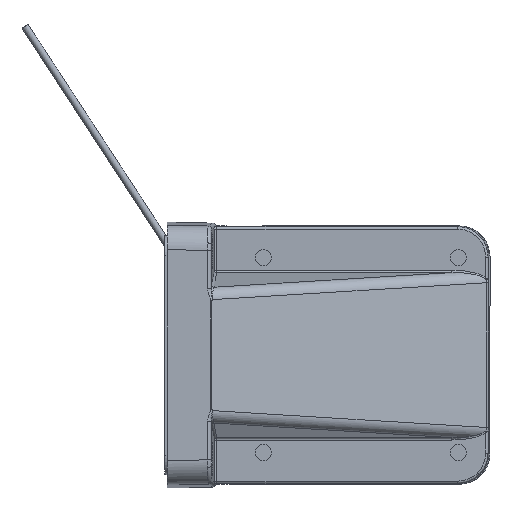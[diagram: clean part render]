
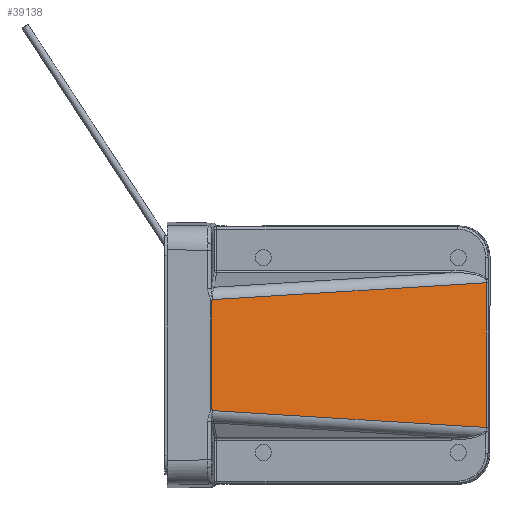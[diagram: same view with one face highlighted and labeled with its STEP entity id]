
A CAD part, front view. The second image highlights one B-rep face of the part: STEP entity #39138.
In plain terms, the highlighted face is planar.
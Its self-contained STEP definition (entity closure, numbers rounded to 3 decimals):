
#39096 = VERTEX_POINT ( 'NONE', #70205 ) ;
#39097 = ORIENTED_EDGE ( 'NONE', *, *, #39098, .T. ) ;
#39098 = EDGE_CURVE ( 'NONE', #39096, #39100, #70263, .T. ) ;
#39100 = VERTEX_POINT ( 'NONE', #70259 ) ;
#39101 = ORIENTED_EDGE ( 'NONE', *, *, #39103, .T. ) ;
#39103 = EDGE_CURVE ( 'NONE', #39100, #39105, #70258, .T. ) ;
#39105 = VERTEX_POINT ( 'NONE', #70257 ) ;
#39106 = ORIENTED_EDGE ( 'NONE', *, *, #39107, .T. ) ;
#39107 = EDGE_CURVE ( 'NONE', #39105, #39109, #70247, .T. ) ;
#39109 = VERTEX_POINT ( 'NONE', #70246 ) ;
#39111 = ORIENTED_EDGE ( 'NONE', *, *, #39113, .T. ) ;
#39113 = EDGE_CURVE ( 'NONE', #39109, #39116, #70248, .T. ) ;
#39116 = VERTEX_POINT ( 'NONE', #70238 ) ;
#39117 = ORIENTED_EDGE ( 'NONE', *, *, #39118, .T. ) ;
#39118 = EDGE_CURVE ( 'NONE', #39116, #39212, #70293, .T. ) ;
#39138 = ADVANCED_FACE ( 'NONE', ( #70272 ), #70271, .F. ) ;
#39141 = EDGE_LOOP ( 'NONE', ( #39142, #39097, #39101, #39106, #39111, #39117, #39214, #39221 ) ) ;
#39142 = ORIENTED_EDGE ( 'NONE', *, *, #39143, .T. ) ;
#39143 = EDGE_CURVE ( 'NONE', #39145, #39096, #70266, .T. ) ;
#39145 = VERTEX_POINT ( 'NONE', #70265 ) ;
#39212 = VERTEX_POINT ( 'NONE', #70375 ) ;
#39214 = ORIENTED_EDGE ( 'NONE', *, *, #39216, .T. ) ;
#39216 = EDGE_CURVE ( 'NONE', #39212, #39219, #70374, .T. ) ;
#39219 = VERTEX_POINT ( 'NONE', #70366 ) ;
#39221 = ORIENTED_EDGE ( 'NONE', *, *, #39223, .T. ) ;
#39223 = EDGE_CURVE ( 'NONE', #39219, #39145, #70362, .T. ) ;
#70205 = CARTESIAN_POINT ( 'NONE',  ( -22.167, 18.232, 56.103 ) ) ;
#70238 = CARTESIAN_POINT ( 'NONE',  ( 29.696, 131.035, 15.734 ) ) ;
#70239 = DIRECTION ( 'NONE',  ( 0.058, 0.94, -0.336 ) ) ;
#70240 = VECTOR ( 'NONE', #70239, 1000. ) ;
#70241 = CARTESIAN_POINT ( 'NONE',  ( 29.751, 131.918, 15.418 ) ) ;
#70242 = CARTESIAN_POINT ( 'NONE',  ( 22.776, 18.638, 55.957 ) ) ;
#70243 = CARTESIAN_POINT ( 'NONE',  ( 22.664, 18.592, 55.974 ) ) ;
#70244 = CARTESIAN_POINT ( 'NONE',  ( 22.551, 18.545, 55.991 ) ) ;
#70245 = CARTESIAN_POINT ( 'NONE',  ( 22.437, 18.501, 56.006 ) ) ;
#70246 = CARTESIAN_POINT ( 'NONE',  ( 22.776, 18.638, 55.957 ) ) ;
#70247 = B_SPLINE_CURVE_WITH_KNOTS ( 'NONE', 3,
 ( #70245, #70244, #70243, #70242 ),
 .UNSPECIFIED., .F., .F.,
 ( 4, 4 ),
 ( 0.002, 0.003 ),
 .UNSPECIFIED. ) ;
#70248 = LINE ( 'NONE', #70241, #70240 ) ;
#70249 = CARTESIAN_POINT ( 'NONE',  ( 22.437, 18.501, 56.006 ) ) ;
#70250 = CARTESIAN_POINT ( 'NONE',  ( 22.372, 18.476, 56.015 ) ) ;
#70251 = CARTESIAN_POINT ( 'NONE',  ( 22.312, 18.444, 56.027 ) ) ;
#70252 = CARTESIAN_POINT ( 'NONE',  ( 22.234, 18.379, 56.05 ) ) ;
#70253 = CARTESIAN_POINT ( 'NONE',  ( 22.21, 18.355, 56.059 ) ) ;
#70254 = CARTESIAN_POINT ( 'NONE',  ( 22.175, 18.298, 56.079 ) ) ;
#70255 = CARTESIAN_POINT ( 'NONE',  ( 22.163, 18.266, 56.091 ) ) ;
#70256 = CARTESIAN_POINT ( 'NONE',  ( 22.167, 18.232, 56.103 ) ) ;
#70257 = CARTESIAN_POINT ( 'NONE',  ( 22.437, 18.501, 56.006 ) ) ;
#70258 = B_SPLINE_CURVE_WITH_KNOTS ( 'NONE', 3,
 ( #70256, #70255, #70254, #70253, #70252, #70251, #70250, #70249 ),
 .UNSPECIFIED., .F., .F.,
 ( 4, 2, 2, 4 ),
 ( 0., 0., 0., 0. ),
 .UNSPECIFIED. ) ;
#70259 = CARTESIAN_POINT ( 'NONE',  ( 22.167, 18.232, 56.103 ) ) ;
#70260 = DIRECTION ( 'NONE',  ( 1., 0., 0. ) ) ;
#70261 = VECTOR ( 'NONE', #70260, 1000. ) ;
#70262 = CARTESIAN_POINT ( 'NONE',  ( -65., 18.232, 56.103 ) ) ;
#70263 = LINE ( 'NONE', #70262, #70261 ) ;
#70265 = CARTESIAN_POINT ( 'NONE',  ( -22.437, 18.501, 56.006 ) ) ;
#70266 = B_SPLINE_CURVE_WITH_KNOTS ( 'NONE', 3,
 ( #70328, #70327, #70326, #70325, #70324, #70323, #70322, #70321 ),
 .UNSPECIFIED., .F., .F.,
 ( 4, 2, 2, 4 ),
 ( 0., 0., 0., 0. ),
 .UNSPECIFIED. ) ;
#70267 = DIRECTION ( 'NONE',  ( 0., 0.942, -0.337 ) ) ;
#70268 = DIRECTION ( 'NONE',  ( 0., -0.337, -0.942 ) ) ;
#70269 = AXIS2_PLACEMENT_3D ( 'NONE', #70270, #70268, #70267 ) ;
#70270 = CARTESIAN_POINT ( 'NONE',  ( -65., 131.686, 15.501 ) ) ;
#70271 = PLANE ( 'NONE',  #70269 ) ;
#70272 = FACE_OUTER_BOUND ( 'NONE', #39141, .T. ) ;
#70290 = DIRECTION ( 'NONE',  ( -1., 0., 0. ) ) ;
#70291 = VECTOR ( 'NONE', #70290, 1000. ) ;
#70292 = CARTESIAN_POINT ( 'NONE',  ( -29.737, 131.035, 15.734 ) ) ;
#70293 = LINE ( 'NONE', #70292, #70291 ) ;
#70321 = CARTESIAN_POINT ( 'NONE',  ( -22.167, 18.232, 56.103 ) ) ;
#70322 = CARTESIAN_POINT ( 'NONE',  ( -22.163, 18.265, 56.091 ) ) ;
#70323 = CARTESIAN_POINT ( 'NONE',  ( -22.175, 18.298, 56.079 ) ) ;
#70324 = CARTESIAN_POINT ( 'NONE',  ( -22.21, 18.355, 56.059 ) ) ;
#70325 = CARTESIAN_POINT ( 'NONE',  ( -22.234, 18.379, 56.05 ) ) ;
#70326 = CARTESIAN_POINT ( 'NONE',  ( -22.311, 18.444, 56.027 ) ) ;
#70327 = CARTESIAN_POINT ( 'NONE',  ( -22.373, 18.476, 56.015 ) ) ;
#70328 = CARTESIAN_POINT ( 'NONE',  ( -22.437, 18.501, 56.006 ) ) ;
#70362 = B_SPLINE_CURVE_WITH_KNOTS ( 'NONE', 3,
 ( #70410, #70409, #70408, #70407 ),
 .UNSPECIFIED., .F., .F.,
 ( 4, 4 ),
 ( 0., 0. ),
 .UNSPECIFIED. ) ;
#70366 = CARTESIAN_POINT ( 'NONE',  ( -22.776, 18.638, 55.957 ) ) ;
#70371 = DIRECTION ( 'NONE',  ( 0.058, -0.94, 0.336 ) ) ;
#70372 = VECTOR ( 'NONE', #70371, 1000. ) ;
#70373 = CARTESIAN_POINT ( 'NONE',  ( -22.751, 18.232, 56.103 ) ) ;
#70374 = LINE ( 'NONE', #70373, #70372 ) ;
#70375 = CARTESIAN_POINT ( 'NONE',  ( -29.696, 131.035, 15.734 ) ) ;
#70407 = CARTESIAN_POINT ( 'NONE',  ( -22.437, 18.501, 56.006 ) ) ;
#70408 = CARTESIAN_POINT ( 'NONE',  ( -22.551, 18.545, 55.991 ) ) ;
#70409 = CARTESIAN_POINT ( 'NONE',  ( -22.664, 18.591, 55.974 ) ) ;
#70410 = CARTESIAN_POINT ( 'NONE',  ( -22.776, 18.638, 55.957 ) ) ;
